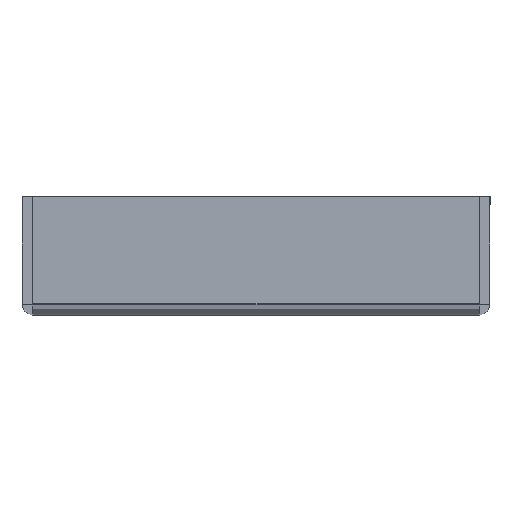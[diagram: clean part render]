
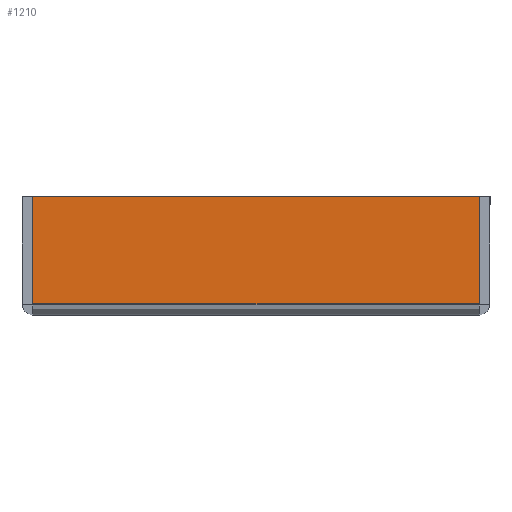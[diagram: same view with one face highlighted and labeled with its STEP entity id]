
A CAD part, left-side view. The second image highlights one B-rep face of the part: STEP entity #1210.
In plain terms, the highlighted planar face has unit normal (-1, 0, 0).
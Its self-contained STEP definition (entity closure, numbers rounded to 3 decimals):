
#277 = EDGE_CURVE ( 'NONE', #2435, #2439, #2337, .T. ) ;
#279 = EDGE_CURVE ( 'NONE', #2435, #2546, #1813, .T. ) ;
#280 = EDGE_CURVE ( 'NONE', #2544, #2439, #1994, .T. ) ;
#285 = EDGE_CURVE ( 'NONE', #2546, #2544, #1714, .T. ) ;
#375 = AXIS2_PLACEMENT_3D ( 'NONE', #810, #822, #823 ) ;
#583 = CARTESIAN_POINT ( 'NONE',  ( -1048.5, -30.99, 1.6 ) ) ;
#584 = DIRECTION ( 'NONE',  ( 0., 1., 0. ) ) ;
#585 = CARTESIAN_POINT ( 'NONE',  ( -1048.5, 30.99, 1.5 ) ) ;
#588 = CARTESIAN_POINT ( 'NONE',  ( -1048.5, -30.99, 16.5 ) ) ;
#589 = DIRECTION ( 'NONE',  ( 0., 0., 1. ) ) ;
#591 = DIRECTION ( 'NONE',  ( 0., 0., -1. ) ) ;
#601 = CARTESIAN_POINT ( 'NONE',  ( -1048.5, 30.99, 16.5 ) ) ;
#602 = DIRECTION ( 'NONE',  ( 0., 1., 0. ) ) ;
#810 = CARTESIAN_POINT ( 'NONE',  ( -1048.5, -30.99, 1.5 ) ) ;
#817 = PLANE ( 'NONE',  #375 ) ;
#822 = DIRECTION ( 'NONE',  ( 1., 0., 0. ) ) ;
#823 = DIRECTION ( 'NONE',  ( 0., 0., -1. ) ) ;
#1033 = CARTESIAN_POINT ( 'NONE',  ( -1048.5, -30.99, 1.6 ) ) ;
#1037 = CARTESIAN_POINT ( 'NONE',  ( -1048.5, 30.99, 1.6 ) ) ;
#1142 = CARTESIAN_POINT ( 'NONE',  ( -1048.5, 30.99, 16.5 ) ) ;
#1144 = CARTESIAN_POINT ( 'NONE',  ( -1048.5, -30.99, 16.5 ) ) ;
#1210 = ADVANCED_FACE ( 'NONE', ( #1325 ), #817, .F. ) ;
#1325 = FACE_OUTER_BOUND ( 'NONE', #2229, .T. ) ;
#1515 = VECTOR ( 'NONE', #591, 1000. ) ;
#1557 = ORIENTED_EDGE ( 'NONE', *, *, #277, .F. ) ;
#1589 = VECTOR ( 'NONE', #602, 1000. ) ;
#1607 = ORIENTED_EDGE ( 'NONE', *, *, #285, .T. ) ;
#1708 = ORIENTED_EDGE ( 'NONE', *, *, #280, .T. ) ;
#1714 = LINE ( 'NONE', #601, #1589 ) ;
#1756 = ORIENTED_EDGE ( 'NONE', *, *, #279, .T. ) ;
#1813 = LINE ( 'NONE', #588, #1839 ) ;
#1839 = VECTOR ( 'NONE', #589, 1000. ) ;
#1994 = LINE ( 'NONE', #585, #1515 ) ;
#2098 = VECTOR ( 'NONE', #584, 1000. ) ;
#2229 = EDGE_LOOP ( 'NONE', ( #1557, #1756, #1607, #1708 ) ) ;
#2337 = LINE ( 'NONE', #583, #2098 ) ;
#2435 = VERTEX_POINT ( 'NONE', #1033 ) ;
#2439 = VERTEX_POINT ( 'NONE', #1037 ) ;
#2544 = VERTEX_POINT ( 'NONE', #1142 ) ;
#2546 = VERTEX_POINT ( 'NONE', #1144 ) ;
